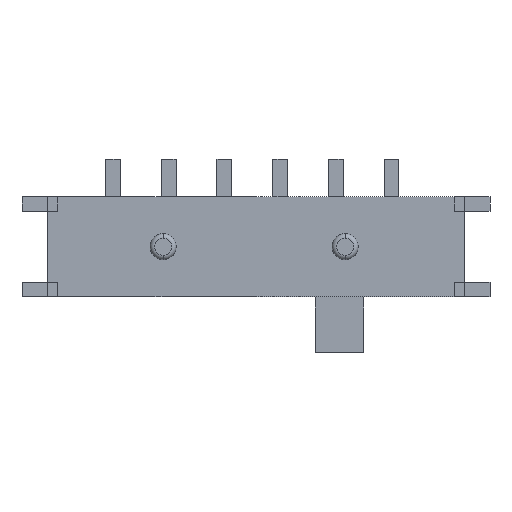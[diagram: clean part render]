
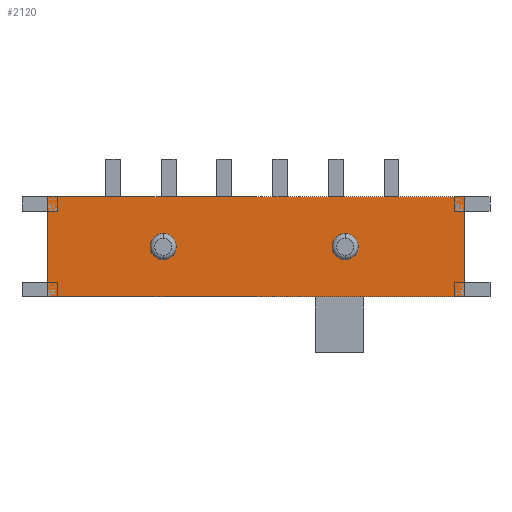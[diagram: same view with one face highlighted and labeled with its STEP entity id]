
A CAD part, front view. The second image highlights one B-rep face of the part: STEP entity #2120.
In plain terms, the highlighted planar face has unit normal (0, -1, 0).
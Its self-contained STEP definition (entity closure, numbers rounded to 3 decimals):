
#8 = VERTEX_POINT ( 'NONE', #44 ) ;
#16 = AXIS2_PLACEMENT_3D ( 'NONE', #843, #3353, #3343 ) ;
#44 = CARTESIAN_POINT ( 'NONE',  ( 11.2, 0., 0. ) ) ;
#115 = CIRCLE ( 'NONE', #2222, 0.35 ) ;
#141 = CARTESIAN_POINT ( 'NONE',  ( 0., 0., 0. ) ) ;
#193 = ORIENTED_EDGE ( 'NONE', *, *, #2884, .F. ) ;
#273 = VERTEX_POINT ( 'NONE', #141 ) ;
#327 = ORIENTED_EDGE ( 'NONE', *, *, #2395, .F. ) ;
#394 = CARTESIAN_POINT ( 'NONE',  ( 3.1, 0., 1.7 ) ) ;
#413 = ORIENTED_EDGE ( 'NONE', *, *, #3366, .T. ) ;
#416 = VERTEX_POINT ( 'NONE', #2562 ) ;
#437 = AXIS2_PLACEMENT_3D ( 'NONE', #931, #1209, #2051 ) ;
#445 = CARTESIAN_POINT ( 'NONE',  ( 0., 0., 2.7 ) ) ;
#515 = CARTESIAN_POINT ( 'NONE',  ( 11.2, 0., 0. ) ) ;
#518 = AXIS2_PLACEMENT_3D ( 'NONE', #3000, #3556, #1299 ) ;
#550 = CARTESIAN_POINT ( 'NONE',  ( 3.1, 0., 1. ) ) ;
#591 = DIRECTION ( 'NONE',  ( -1., 0., 0. ) ) ;
#607 = LINE ( 'NONE', #666, #1045 ) ;
#623 = CARTESIAN_POINT ( 'NONE',  ( 3.1, 0., 1.35 ) ) ;
#643 = CIRCLE ( 'NONE', #16, 0.35 ) ;
#666 = CARTESIAN_POINT ( 'NONE',  ( 11.2, 0., 0. ) ) ;
#707 = EDGE_LOOP ( 'NONE', ( #327, #193 ) ) ;
#708 = EDGE_CURVE ( 'NONE', #2629, #3509, #2153, .T. ) ;
#724 = FACE_BOUND ( 'NONE', #707, .T. ) ;
#761 = CIRCLE ( 'NONE', #437, 0.35 ) ;
#764 = LINE ( 'NONE', #2274, #2174 ) ;
#843 = CARTESIAN_POINT ( 'NONE',  ( 8., 0., 1.35 ) ) ;
#931 = CARTESIAN_POINT ( 'NONE',  ( 8., 0., 1.35 ) ) ;
#957 = LINE ( 'NONE', #1063, #2362 ) ;
#1045 = VECTOR ( 'NONE', #1799, 1000. ) ;
#1050 = EDGE_CURVE ( 'NONE', #2564, #8, #607, .T. ) ;
#1063 = CARTESIAN_POINT ( 'NONE',  ( 11.2, 0., 2.7 ) ) ;
#1092 = VECTOR ( 'NONE', #3499, 1000. ) ;
#1115 = CARTESIAN_POINT ( 'NONE',  ( 8., 0., 1.7 ) ) ;
#1209 = DIRECTION ( 'NONE',  ( 0., -1., 0. ) ) ;
#1299 = DIRECTION ( 'NONE',  ( 0., 0., 1. ) ) ;
#1393 = AXIS2_PLACEMENT_3D ( 'NONE', #515, #2502, #1661 ) ;
#1402 = VERTEX_POINT ( 'NONE', #445 ) ;
#1449 = EDGE_LOOP ( 'NONE', ( #2139, #1650, #1913, #413 ) ) ;
#1463 = DIRECTION ( 'NONE',  ( 0., -1., 0. ) ) ;
#1609 = EDGE_CURVE ( 'NONE', #8, #273, #764, .T. ) ;
#1650 = ORIENTED_EDGE ( 'NONE', *, *, #1609, .F. ) ;
#1661 = DIRECTION ( 'NONE',  ( 0., 0., 1. ) ) ;
#1664 = ORIENTED_EDGE ( 'NONE', *, *, #708, .F. ) ;
#1799 = DIRECTION ( 'NONE',  ( 0., 0., -1. ) ) ;
#1823 = EDGE_LOOP ( 'NONE', ( #1664, #3003 ) ) ;
#1853 = CARTESIAN_POINT ( 'NONE',  ( 11.2, 0., 2.7 ) ) ;
#1913 = ORIENTED_EDGE ( 'NONE', *, *, #1050, .F. ) ;
#2051 = DIRECTION ( 'NONE',  ( 0., 0., 1. ) ) ;
#2120 = ADVANCED_FACE ( 'NONE', ( #724, #2704, #2872 ), #3307, .F. ) ;
#2139 = ORIENTED_EDGE ( 'NONE', *, *, #2478, .T. ) ;
#2153 = CIRCLE ( 'NONE', #518, 0.35 ) ;
#2174 = VECTOR ( 'NONE', #591, 1000. ) ;
#2222 = AXIS2_PLACEMENT_3D ( 'NONE', #623, #1463, #3458 ) ;
#2274 = CARTESIAN_POINT ( 'NONE',  ( 11.2, 0., 0. ) ) ;
#2362 = VECTOR ( 'NONE', #3005, 1000. ) ;
#2395 = EDGE_CURVE ( 'NONE', #3470, #416, #761, .T. ) ;
#2478 = EDGE_CURVE ( 'NONE', #1402, #273, #3270, .T. ) ;
#2502 = DIRECTION ( 'NONE',  ( 0., 1., 0. ) ) ;
#2562 = CARTESIAN_POINT ( 'NONE',  ( 8., 0., 1. ) ) ;
#2564 = VERTEX_POINT ( 'NONE', #1853 ) ;
#2629 = VERTEX_POINT ( 'NONE', #394 ) ;
#2704 = FACE_BOUND ( 'NONE', #1823, .T. ) ;
#2872 = FACE_OUTER_BOUND ( 'NONE', #1449, .T. ) ;
#2884 = EDGE_CURVE ( 'NONE', #416, #3470, #643, .T. ) ;
#2923 = CARTESIAN_POINT ( 'NONE',  ( 0., 0., 0. ) ) ;
#3000 = CARTESIAN_POINT ( 'NONE',  ( 3.1, 0., 1.35 ) ) ;
#3003 = ORIENTED_EDGE ( 'NONE', *, *, #3622, .F. ) ;
#3005 = DIRECTION ( 'NONE',  ( -1., 0., 0. ) ) ;
#3270 = LINE ( 'NONE', #2923, #1092 ) ;
#3307 = PLANE ( 'NONE',  #1393 ) ;
#3343 = DIRECTION ( 'NONE',  ( 0., 0., 1. ) ) ;
#3353 = DIRECTION ( 'NONE',  ( 0., -1., 0. ) ) ;
#3366 = EDGE_CURVE ( 'NONE', #2564, #1402, #957, .T. ) ;
#3458 = DIRECTION ( 'NONE',  ( 0., 0., 1. ) ) ;
#3470 = VERTEX_POINT ( 'NONE', #1115 ) ;
#3499 = DIRECTION ( 'NONE',  ( 0., 0., -1. ) ) ;
#3509 = VERTEX_POINT ( 'NONE', #550 ) ;
#3556 = DIRECTION ( 'NONE',  ( 0., -1., 0. ) ) ;
#3622 = EDGE_CURVE ( 'NONE', #3509, #2629, #115, .T. ) ;
